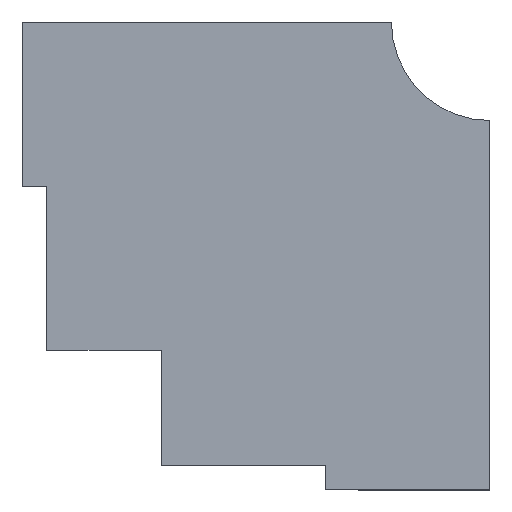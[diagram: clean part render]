
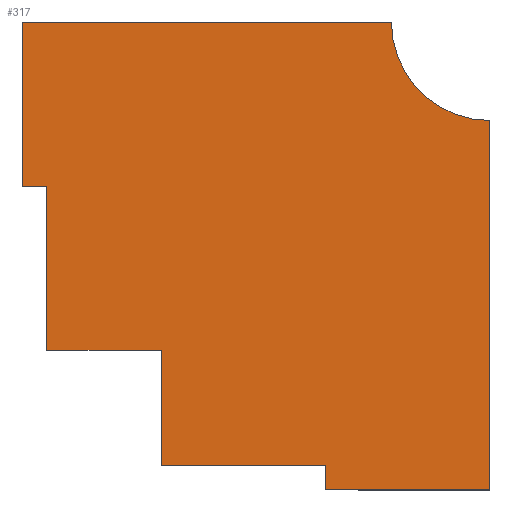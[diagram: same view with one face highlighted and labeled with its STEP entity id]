
A CAD part, top view. The second image highlights one B-rep face of the part: STEP entity #317.
In plain terms, the highlighted planar face has unit normal (0, 0, 1).
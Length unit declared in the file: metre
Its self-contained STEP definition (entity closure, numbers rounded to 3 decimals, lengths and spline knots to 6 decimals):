
#22=LINE('',#472,#53);
#27=LINE('',#483,#58);
#28=LINE('',#485,#59);
#32=LINE('',#494,#63);
#35=LINE('',#500,#66);
#38=LINE('',#506,#69);
#40=LINE('',#509,#71);
#44=LINE('',#518,#75);
#49=LINE('',#530,#80);
#50=LINE('',#531,#81);
#53=VECTOR('',#387,1.);
#58=VECTOR('',#394,1.);
#59=VECTOR('',#397,1.);
#63=VECTOR('',#403,1.);
#66=VECTOR('',#408,1.);
#69=VECTOR('',#413,1.);
#71=VECTOR('',#417,1.);
#75=VECTOR('',#423,1.);
#80=VECTOR('',#438,1.);
#81=VECTOR('',#439,1.);
#91=PLANE('',#357);
#153=ORIENTED_EDGE('',*,*,#189,.T.);
#154=ORIENTED_EDGE('',*,*,#193,.T.);
#155=ORIENTED_EDGE('',*,*,#212,.T.);
#156=ORIENTED_EDGE('',*,*,#188,.F.);
#157=ORIENTED_EDGE('',*,*,#196,.T.);
#158=ORIENTED_EDGE('',*,*,#199,.T.);
#159=ORIENTED_EDGE('',*,*,#183,.T.);
#160=ORIENTED_EDGE('',*,*,#213,.T.);
#161=ORIENTED_EDGE('',*,*,#201,.T.);
#162=ORIENTED_EDGE('',*,*,#205,.T.);
#163=ORIENTED_EDGE('',*,*,#208,.F.);
#183=EDGE_CURVE('',#223,#222,#22,.T.);
#188=EDGE_CURVE('',#227,#225,#27,.T.);
#189=EDGE_CURVE('',#228,#229,#28,.T.);
#193=EDGE_CURVE('',#229,#232,#32,.T.);
#196=EDGE_CURVE('',#227,#234,#35,.T.);
#199=EDGE_CURVE('',#234,#223,#38,.T.);
#201=EDGE_CURVE('',#236,#237,#40,.T.);
#205=EDGE_CURVE('',#237,#240,#44,.T.);
#208=EDGE_CURVE('',#228,#240,#248,.T.);
#212=EDGE_CURVE('',#232,#225,#49,.T.);
#213=EDGE_CURVE('',#222,#236,#50,.T.);
#222=VERTEX_POINT('',#471);
#223=VERTEX_POINT('',#473);
#225=VERTEX_POINT('',#478);
#227=VERTEX_POINT('',#482);
#228=VERTEX_POINT('',#486);
#229=VERTEX_POINT('',#487);
#232=VERTEX_POINT('',#495);
#234=VERTEX_POINT('',#501);
#236=VERTEX_POINT('',#510);
#237=VERTEX_POINT('',#511);
#240=VERTEX_POINT('',#519);
#248=CIRCLE('',#354,0.03);
#269=EDGE_LOOP('',(#153,#154,#155,#156,#157,#158,#159,#160,#161,#162,#163));
#294=FACE_BOUND('',#269,.T.);
#317=ADVANCED_FACE('',(#294),#91,.T.);
#354=AXIS2_PLACEMENT_3D('',#524,#428,#429);
#357=AXIS2_PLACEMENT_3D('',#529,#436,#437);
#387=DIRECTION('',(1.,0.,0.));
#394=DIRECTION('',(0.,1.,0.));
#397=DIRECTION('',(-1.,0.,0.));
#403=DIRECTION('',(0.,-1.,0.));
#408=DIRECTION('',(1.,0.,0.));
#413=DIRECTION('',(0.,-1.,0.));
#417=DIRECTION('',(1.,0.,0.));
#423=DIRECTION('',(0.,1.,0.));
#428=DIRECTION('',(0.,0.,1.));
#429=DIRECTION('',(1.,0.,0.));
#436=DIRECTION('',(0.,0.,1.));
#437=DIRECTION('',(1.,0.,0.));
#438=DIRECTION('',(1.,0.,0.));
#439=DIRECTION('',(0.,-1.,0.));
#471=CARTESIAN_POINT('',(0.1,0.015,0.06));
#472=CARTESIAN_POINT('',(0.075,0.015,0.06));
#473=CARTESIAN_POINT('',(0.05,0.015,0.06));
#478=CARTESIAN_POINT('',(0.015,0.1,0.06));
#482=CARTESIAN_POINT('',(0.015,0.05,0.06));
#483=CARTESIAN_POINT('',(0.015,0.105,0.06));
#485=CARTESIAN_POINT('',(0.06375,0.15,0.06));
#486=CARTESIAN_POINT('',(0.12,0.15,0.06));
#487=CARTESIAN_POINT('',(0.0075,0.15,0.06));
#494=CARTESIAN_POINT('',(0.0075,0.13,0.06));
#495=CARTESIAN_POINT('',(0.0075,0.1,0.06));
#500=CARTESIAN_POINT('',(0.0325,0.05,0.06));
#501=CARTESIAN_POINT('',(0.05,0.05,0.06));
#506=CARTESIAN_POINT('',(0.05,0.0325,0.06));
#509=CARTESIAN_POINT('',(0.13,0.0075,0.06));
#510=CARTESIAN_POINT('',(0.1,0.0075,0.06));
#511=CARTESIAN_POINT('',(0.15,0.0075,0.06));
#518=CARTESIAN_POINT('',(0.15,0.06375,0.06));
#519=CARTESIAN_POINT('',(0.15,0.12,0.06));
#524=CARTESIAN_POINT('',(0.15,0.15,0.06));
#529=CARTESIAN_POINT('',(0.07875,0.07875,0.06));
#530=CARTESIAN_POINT('',(0.01125,0.1,0.06));
#531=CARTESIAN_POINT('',(0.1,0.01125,0.06));
